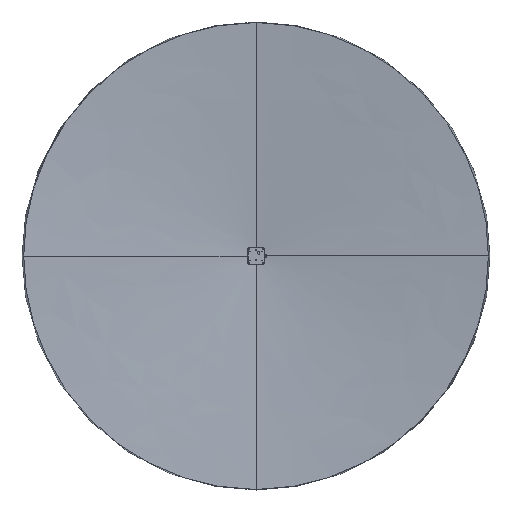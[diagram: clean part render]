
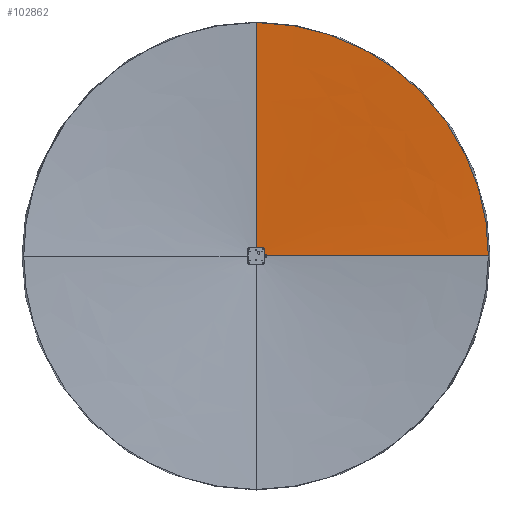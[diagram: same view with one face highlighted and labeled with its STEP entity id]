
A CAD part, front view. The second image highlights one B-rep face of the part: STEP entity #102862.
In plain terms, the highlighted free-form (B-spline) face has degree [3, 3] with [13, 4] control points.
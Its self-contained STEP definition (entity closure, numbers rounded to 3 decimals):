
#101650=CARTESIAN_POINT('',(922.159,-96.314,
0.));
#101777=DIRECTION('',(0.,0.07,
-0.998));
#101778=VECTOR('',#101777,929.084);
#101779=CARTESIAN_POINT('',(0.,-47.897,
926.821));
#101780=LINE('',#101779,#101778);
#101781=CARTESIAN_POINT('',(0.,-47.897,
926.821));
#101782=CARTESIAN_POINT('',(53.381,-49.672,
926.646));
#101783=CARTESIAN_POINT('',(169.784,-53.545,
916.195));
#101784=CARTESIAN_POINT('',(343.189,-59.517,
866.683));
#101785=CARTESIAN_POINT('',(511.476,-65.811,
778.571));
#101786=CARTESIAN_POINT('',(658.301,-72.105,
658.243));
#101787=CARTESIAN_POINT('',(777.597,-78.399,
510.736));
#101788=CARTESIAN_POINT('',(864.444,-84.694,
342.213));
#101789=CARTESIAN_POINT('',(912.671,-90.665,
169.059));
#101790=CARTESIAN_POINT('',(922.326,-94.539,
53.113));
#101791=CARTESIAN_POINT('',(922.159,-96.314,
0.));
#101793=DIRECTION('',(-0.993,0.122,0.));
#101794=VECTOR('',#101793,929.084);
#101795=CARTESIAN_POINT('',(922.159,-96.314,
0.));
#101796=LINE('',#101795,#101794);
#101814=VERTEX_POINT('',#101650);
#101817=VERTEX_POINT('',#101781);
#101821=CARTESIAN_POINT('',(0.,16.913,0.));
#101822=VERTEX_POINT('',#101821);
#102803=CARTESIAN_POINT('',(0.,16.913,0.));
#102804=CARTESIAN_POINT('',(313.48,-21.749,
-4.937));
#102805=CARTESIAN_POINT('',(626.96,-60.412,
-9.874));
#102806=CARTESIAN_POINT('',(940.44,-99.074,
-14.811));
#102807=CARTESIAN_POINT('',(0.,16.913,0.));
#102808=CARTESIAN_POINT('',(313.511,-21.694,
-3.292));
#102809=CARTESIAN_POINT('',(627.022,-60.302,
-6.583));
#102810=CARTESIAN_POINT('',(940.533,-98.909,
-9.875));
#102811=CARTESIAN_POINT('',(0.,16.913,0.));
#102812=CARTESIAN_POINT('',(313.728,-21.036,
16.412));
#102813=CARTESIAN_POINT('',(627.457,-58.984,
32.823));
#102814=CARTESIAN_POINT('',(941.185,-96.933,
49.235));
#102815=CARTESIAN_POINT('',(0.,16.913,0.));
#102816=CARTESIAN_POINT('',(310.309,-19.664,
57.48));
#102817=CARTESIAN_POINT('',(620.618,-56.24,
114.96));
#102818=CARTESIAN_POINT('',(930.927,-92.817,
172.441));
#102819=CARTESIAN_POINT('',(0.,16.913,0.));
#102820=CARTESIAN_POINT('',(293.912,-17.633,
116.353));
#102821=CARTESIAN_POINT('',(587.823,-52.18,
232.705));
#102822=CARTESIAN_POINT('',(881.735,-86.726,
349.058));
#102823=CARTESIAN_POINT('',(0.,16.913,0.));
#102824=CARTESIAN_POINT('',(264.384,-15.493,
173.651));
#102825=CARTESIAN_POINT('',(528.767,-47.9,
347.301));
#102826=CARTESIAN_POINT('',(793.151,-80.306,
520.952));
#102827=CARTESIAN_POINT('',(0.,16.913,0.));
#102828=CARTESIAN_POINT('',(223.823,-13.353,
223.803));
#102829=CARTESIAN_POINT('',(447.646,-43.62,
447.606));
#102830=CARTESIAN_POINT('',(671.469,-73.886,
671.409));
#102831=CARTESIAN_POINT('',(0.,16.913,0.));
#102832=CARTESIAN_POINT('',(173.902,-11.213,
264.715));
#102833=CARTESIAN_POINT('',(347.804,-39.34,
529.43));
#102834=CARTESIAN_POINT('',(521.706,-67.466,
794.145));
#102835=CARTESIAN_POINT('',(0.,16.913,0.));
#102836=CARTESIAN_POINT('',(116.685,-9.073,
294.673));
#102837=CARTESIAN_POINT('',(233.369,-35.059,
589.346));
#102838=CARTESIAN_POINT('',(350.054,-61.046,
884.019));
#102839=CARTESIAN_POINT('',(0.,16.913,0.));
#102840=CARTESIAN_POINT('',(57.727,-7.043,
311.507));
#102841=CARTESIAN_POINT('',(115.453,-30.999,
623.014));
#102842=CARTESIAN_POINT('',(173.18,-54.955,
934.521));
#102843=CARTESIAN_POINT('',(0.,16.913,0.));
#102844=CARTESIAN_POINT('',(16.505,-5.671,
315.208));
#102845=CARTESIAN_POINT('',(33.009,-28.255,
630.416));
#102846=CARTESIAN_POINT('',(49.514,-50.84,
945.624));
#102847=CARTESIAN_POINT('',(0.,16.913,0.));
#102848=CARTESIAN_POINT('',(-3.292,-5.013,
315.117));
#102849=CARTESIAN_POINT('',(-6.584,-26.939,
630.235));
#102850=CARTESIAN_POINT('',(-9.875,-48.865,
945.352));
#102851=CARTESIAN_POINT('',(0.,16.913,0.));
#102852=CARTESIAN_POINT('',(-4.938,-4.958,
315.097));
#102853=CARTESIAN_POINT('',(-9.875,-26.829,
630.194));
#102854=CARTESIAN_POINT('',(-14.813,-48.7,
945.291));
#102855=B_SPLINE_SURFACE_WITH_KNOTS('',3,3,((#102803,#102804,#102805,#102806),(
#102807,#102808,#102809,#102810),(#102811,#102812,#102813,#102814),(#102815,
#102816,#102817,#102818),(#102819,#102820,#102821,#102822),(#102823,#102824,
#102825,#102826),(#102827,#102828,#102829,#102830),(#102831,#102832,#102833,
#102834),(#102835,#102836,#102837,#102838),(#102839,#102840,#102841,#102842),(
#102843,#102844,#102845,#102846),(#102847,#102848,#102849,#102850),(#102851,
#102852,#102853,#102854)),.UNSPECIFIED.,.F.,.F.,.F.,(4,1,1,1,1,1,1,1,1,1,4),(4,
4),(-0.01,0.,0.11,0.24,
0.37,0.5,0.63,0.76,
0.89,1.,1.01),(0.,1.),.UNSPECIFIED.);
#102856=ORIENTED_EDGE('',*,*,#102791,.F.);
#102857=ORIENTED_EDGE('',*,*,#102370,.T.);
#102859=ORIENTED_EDGE('',*,*,#102858,.T.);
#102860=EDGE_LOOP('',(#102856,#102857,#102859));
#102861=FACE_OUTER_BOUND('',#102860,.F.);
#102862=ADVANCED_FACE('',(#102861),#102855,.F.);
#101792=B_SPLINE_CURVE_WITH_KNOTS('',3,(#101781,#101782,#101783,#101784,#101785,
#101786,#101787,#101788,#101789,#101790,#101791),.UNSPECIFIED.,.F.,.F.,(4,1,1,1,
1,1,1,1,4),(0.,0.11,0.24,0.37,
0.5,0.63,0.76,0.89,1.),
.UNSPECIFIED.);
#102370=EDGE_CURVE('',#101817,#101814,#101792,.T.);
#102791=EDGE_CURVE('',#101817,#101822,#101780,.T.);
#102858=EDGE_CURVE('',#101814,#101822,#101796,.T.);
